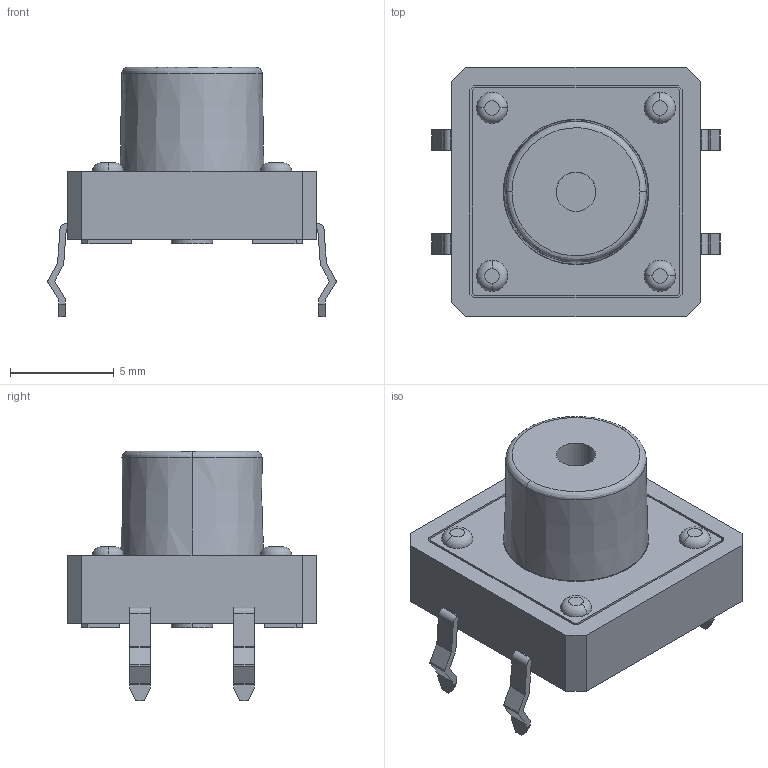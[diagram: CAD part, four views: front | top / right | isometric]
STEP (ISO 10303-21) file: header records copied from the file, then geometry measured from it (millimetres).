
FILE_DESCRIPTION (( 'STEP AP214' ), '1' );
FILE_NAME ('A5B5CE9A-ECBC-4325-97B6-A26755BEF8FA.STEP', '2023-12-12T10:00:31', ( '' ), ( '' ), 'SwSTEP 2.0', 'SolidWorks 2022', '' );
FILE_SCHEMA (( 'AUTOMOTIVE_DESIGN' ));
Length unit declared in the file: millimetre
Products named in the file (1): A5B5CE9A-ECBC-4325-97B6-A26755BEF8FA
Bounding box: 13.87 x 12 x 12 mm (x, y, z)
Volume: 650.2 mm3; surface area: 692.8 mm2
Topology: 1 solids, 1 shells, 156 faces, 404 edges, 268 vertices
Faces by surface type: plane 120, cylinder 24, torus 8, bspline 2, cone 2
Entity records: 6504 total; most frequent: CARTESIAN_POINT 865, ORIENTED_EDGE 808, DIRECTION 788, EDGE_CURVE 404, LINE 326, VECTOR 326, VERTEX_POINT 268, AXIS2_PLACEMENT_3D 231
